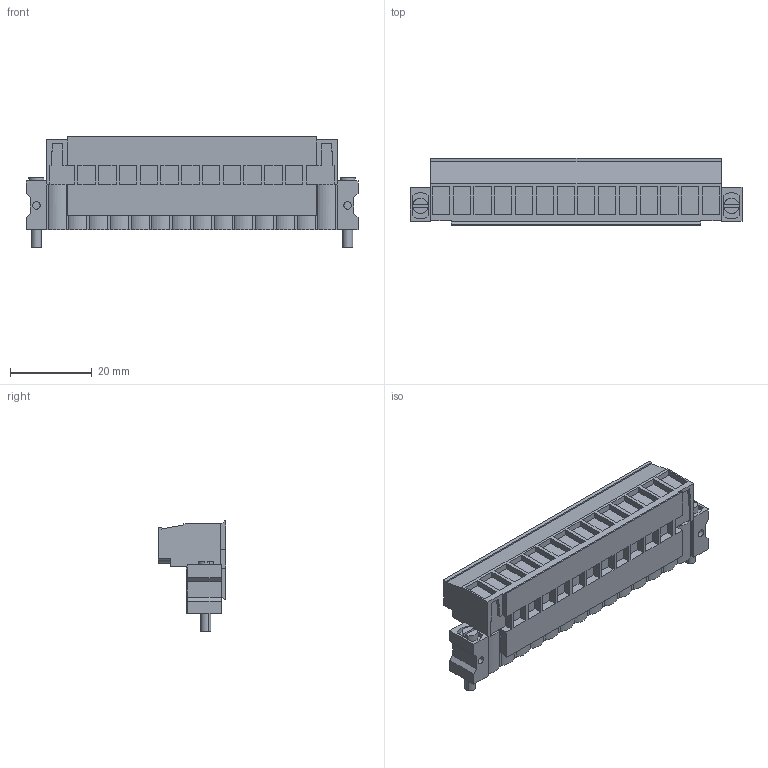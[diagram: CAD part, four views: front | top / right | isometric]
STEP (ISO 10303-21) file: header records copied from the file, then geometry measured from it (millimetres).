
FILE_DESCRIPTION(('CATIA V5 STEP','CAx-IF Rec.Pracs.--- Model Styling and Organization---1.2---2011-12-15'),'2;1');
FILE_NAME ('D1457460_0_1846330000_1846330000.stp','2017-06-01T07:41:36+00:00',('none'),('Weidmueller'),'CATIA Version 5-6 Release 2014','CATIA V5 STEP AP214','none');
FILE_SCHEMA(('AUTOMOTIVE_DESIGN { 1 0 10303 214 1 1 1 1 }'));
Length unit declared in the file: millimetre
Products named in the file (1): 1846330000
Bounding box: 81.24 x 16.6 x 26.98 mm (x, y, z)
Volume: 14475.5 mm3; surface area: 12101.7 mm2
Topology: 31 solids, 31 shells, 1002 faces, 2728 edges, 1864 vertices
Faces by surface type: plane 744, cylinder 202, extrusion 56
Entity records: 30662 total; most frequent: CARTESIAN_POINT 7014, ORIENTED_EDGE 5456, DIRECTION 3706, EDGE_CURVE 2728, VECTOR 2202, LINE 2146, VERTEX_POINT 1864, EDGE_LOOP 1110
